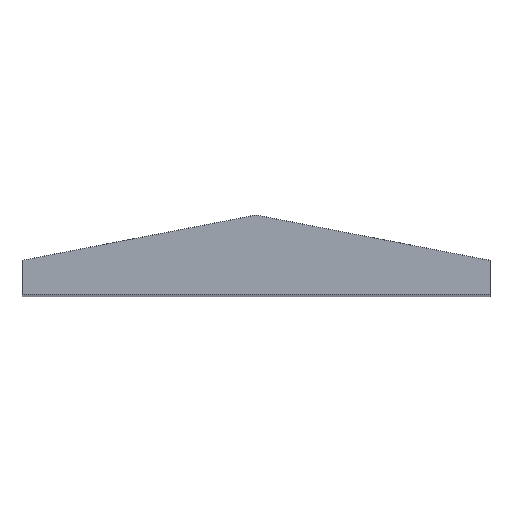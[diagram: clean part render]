
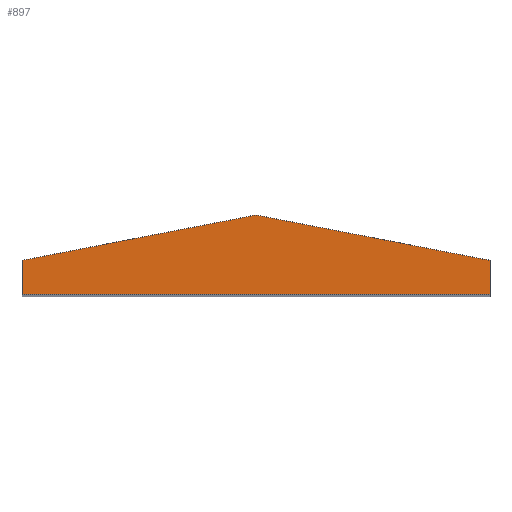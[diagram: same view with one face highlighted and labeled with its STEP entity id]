
A CAD part, top view. The second image highlights one B-rep face of the part: STEP entity #897.
In plain terms, the highlighted planar face has unit normal (0, 0, 1).
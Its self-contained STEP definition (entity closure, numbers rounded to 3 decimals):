
#23 = LINE ( 'NONE', #151, #1260 ) ;
#40 = LINE ( 'NONE', #599, #1122 ) ;
#105 = CARTESIAN_POINT ( 'NONE',  ( -32.506, -7.758, 175. ) ) ;
#109 = EDGE_CURVE ( 'NONE', #665, #865, #1252, .T. ) ;
#120 = DIRECTION ( 'NONE',  ( 0., -1., 0. ) ) ;
#144 = ORIENTED_EDGE ( 'NONE', *, *, #1271, .T. ) ;
#151 = CARTESIAN_POINT ( 'NONE',  ( -32.506, -7.758, 175. ) ) ;
#176 = ORIENTED_EDGE ( 'NONE', *, *, #863, .T. ) ;
#187 = AXIS2_PLACEMENT_3D ( 'NONE', #361, #461, #1089 ) ;
#344 = CARTESIAN_POINT ( 'NONE',  ( -5., -2.426, 175. ) ) ;
#354 = CARTESIAN_POINT ( 'NONE',  ( 22.506, -7.758, 175. ) ) ;
#361 = CARTESIAN_POINT ( 'NONE',  ( -10., 0., 175. ) ) ;
#385 = VECTOR ( 'NONE', #120, 1000. ) ;
#394 = DIRECTION ( 'NONE',  ( -0.982, -0.19, 0. ) ) ;
#443 = DIRECTION ( 'NONE',  ( 1., 0., 0. ) ) ;
#461 = DIRECTION ( 'NONE',  ( 0., 0., 1. ) ) ;
#513 = FACE_OUTER_BOUND ( 'NONE', #648, .T. ) ;
#522 = VERTEX_POINT ( 'NONE', #105 ) ;
#557 = DIRECTION ( 'NONE',  ( 0., -1., 0. ) ) ;
#570 = ORIENTED_EDGE ( 'NONE', *, *, #109, .F. ) ;
#599 = CARTESIAN_POINT ( 'NONE',  ( -5., -2.426, 175. ) ) ;
#648 = EDGE_LOOP ( 'NONE', ( #144, #176, #866, #1068, #570 ) ) ;
#665 = VERTEX_POINT ( 'NONE', #344 ) ;
#676 = VERTEX_POINT ( 'NONE', #970 ) ;
#682 = DIRECTION ( 'NONE',  ( 0.982, -0.19, 0. ) ) ;
#705 = LINE ( 'NONE', #948, #385 ) ;
#716 = VECTOR ( 'NONE', #682, 1000. ) ;
#738 = VERTEX_POINT ( 'NONE', #961 ) ;
#856 = PLANE ( 'NONE',  #187 ) ;
#863 = EDGE_CURVE ( 'NONE', #522, #676, #23, .T. ) ;
#865 = VERTEX_POINT ( 'NONE', #354 ) ;
#866 = ORIENTED_EDGE ( 'NONE', *, *, #873, .T. ) ;
#873 = EDGE_CURVE ( 'NONE', #676, #738, #1339, .T. ) ;
#897 = ADVANCED_FACE ( 'NONE', ( #513 ), #856, .T. ) ;
#948 = CARTESIAN_POINT ( 'NONE',  ( 22.506, -7.758, 175. ) ) ;
#961 = CARTESIAN_POINT ( 'NONE',  ( 22.506, -11.758, 175. ) ) ;
#970 = CARTESIAN_POINT ( 'NONE',  ( -32.506, -11.758, 175. ) ) ;
#1068 = ORIENTED_EDGE ( 'NONE', *, *, #1186, .F. ) ;
#1078 = CARTESIAN_POINT ( 'NONE',  ( -32.506, -11.758, 175. ) ) ;
#1089 = DIRECTION ( 'NONE',  ( 1., 0., 0. ) ) ;
#1122 = VECTOR ( 'NONE', #394, 1000. ) ;
#1186 = EDGE_CURVE ( 'NONE', #865, #738, #705, .T. ) ;
#1193 = CARTESIAN_POINT ( 'NONE',  ( -5., -2.426, 175. ) ) ;
#1231 = VECTOR ( 'NONE', #443, 1000. ) ;
#1252 = LINE ( 'NONE', #1193, #716 ) ;
#1260 = VECTOR ( 'NONE', #557, 1000. ) ;
#1271 = EDGE_CURVE ( 'NONE', #665, #522, #40, .T. ) ;
#1339 = LINE ( 'NONE', #1078, #1231 ) ;
